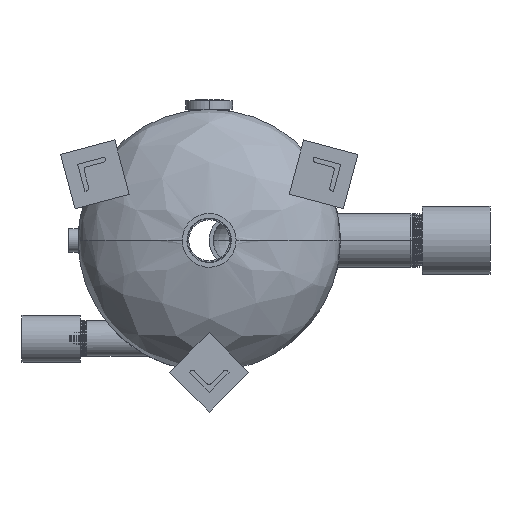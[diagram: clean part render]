
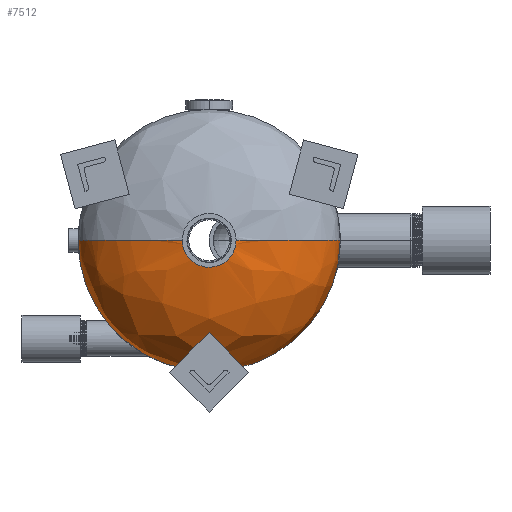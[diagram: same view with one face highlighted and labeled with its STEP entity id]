
A CAD part, front view. The second image highlights one B-rep face of the part: STEP entity #7512.
In plain terms, the highlighted free-form (B-spline) face has degree [3, 3] with [4, 4] control points.
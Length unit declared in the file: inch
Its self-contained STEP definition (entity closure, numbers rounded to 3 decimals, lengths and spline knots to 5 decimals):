
#1 = DIRECTION ( 'NONE',  ( 1., 0., 0. ) ) ;
#443 = CARTESIAN_POINT ( 'NONE',  ( 1.3125, 6.4346, 0. ) ) ;
#447 = CARTESIAN_POINT ( 'NONE',  ( 4.7618, 6.08775, 0. ) ) ;
#458 = DIRECTION ( 'NONE',  ( 1., 0., 0. ) ) ;
#477 = CARTESIAN_POINT ( 'NONE',  ( -4.7618, 6.08775, 0. ) ) ;
#1105 = CARTESIAN_POINT ( 'NONE',  ( -7., 2.8125, 0. ) ) ;
#1150 = ORIENTED_EDGE ( 'NONE', *, *, #15488, .F. ) ;
#1204 = EDGE_CURVE ( 'NONE', #7373, #8463, #16583, .T. ) ;
#1591 = EDGE_CURVE ( 'NONE', #16039, #16353, #13152, .T. ) ;
#1879 = FACE_OUTER_BOUND ( 'NONE', #8913, .T. ) ;
#1978 = CARTESIAN_POINT ( 'NONE',  ( -7., 4.66235, 0. ) ) ;
#2088 = CARTESIAN_POINT ( 'NONE',  ( -7., 2.8125, 14. ) ) ;
#2160 = CARTESIAN_POINT ( 'NONE',  ( 1.3125, 6.4346, 0. ) ) ;
#2189 = CARTESIAN_POINT ( 'NONE',  ( 4.7618, 6.08775, 9.5236 ) ) ;
#2325 = AXIS2_PLACEMENT_3D ( 'NONE', #17920, #19726, #1 ) ;
#2756 = AXIS2_PLACEMENT_3D ( 'NONE', #15663, #18968, #458 ) ;
#3455 = CARTESIAN_POINT ( 'NONE',  ( 7., 4.66235, 0. ) ) ;
#3481 = CARTESIAN_POINT ( 'NONE',  ( -4.7618, 6.08775, 9.5236 ) ) ;
#3560 = EDGE_CURVE ( 'NONE', #14548, #8463, #19059, .T. ) ;
#3686 = CARTESIAN_POINT ( 'NONE',  ( 7., 4.66235, 14. ) ) ;
#4777 = DIRECTION ( 'NONE',  ( 0., 1., 0. ) ) ;
#6276 = DIRECTION ( 'NONE',  ( 1., 0., 0. ) ) ;
#6293 = CIRCLE ( 'NONE', #8850, 1.3125 ) ;
#6477 = CARTESIAN_POINT ( 'NONE',  ( -7., 4.66235, 0. ) ) ;
#7373 = VERTEX_POINT ( 'NONE', #12205 ) ;
#7512 = ADVANCED_FACE ( 'NONE', ( #1879 ), #15707, .T. ) ;
#7584 = CARTESIAN_POINT ( 'NONE',  ( 0., 6.4346, 0. ) ) ;
#7990 = CARTESIAN_POINT ( 'NONE',  ( 7., 2.8125, 0. ) ) ;
#8279 = CARTESIAN_POINT ( 'NONE',  ( 1.3125, 6.4346, 2.625 ) ) ;
#8463 = VERTEX_POINT ( 'NONE', #443 ) ;
#8850 = AXIS2_PLACEMENT_3D ( 'NONE', #7584, #4777, #6276 ) ;
#8913 = EDGE_LOOP ( 'NONE', ( #14726, #10282, #12672, #18678, #1150 ) ) ;
#9583 = CARTESIAN_POINT ( 'NONE',  ( -1.3125, 6.4346, 2.625 ) ) ;
#9694 = CIRCLE ( 'NONE', #2325, 7. ) ;
#9799 = CARTESIAN_POINT ( 'NONE',  ( 1.3125, 6.4346, 0. ) ) ;
#10282 = ORIENTED_EDGE ( 'NONE', *, *, #11777, .F. ) ;
#10994 = CARTESIAN_POINT ( 'NONE',  ( 7., 4.66235, 0. ) ) ;
#11195 = CARTESIAN_POINT ( 'NONE',  ( -4.7618, 6.08775, 0. ) ) ;
#11579 = CARTESIAN_POINT ( 'NONE',  ( -1.3125, 6.4346, 0. ) ) ;
#11777 = EDGE_CURVE ( 'NONE', #7373, #16039, #9694, .T. ) ;
#12205 = CARTESIAN_POINT ( 'NONE',  ( 7., 2.8125, 0. ) ) ;
#12614 = CARTESIAN_POINT ( 'NONE',  ( -7., 2.8125, 0. ) ) ;
#12672 = ORIENTED_EDGE ( 'NONE', *, *, #1204, .T. ) ;
#13152 =( BOUNDED_CURVE ( )  B_SPLINE_CURVE ( 3, ( #15789, #6477, #477, #15977 ),
 .UNSPECIFIED., .F., .F. ) 
 B_SPLINE_CURVE_WITH_KNOTS ( ( 4, 4 ),
 ( 0., 1.38218 ),
 .UNSPECIFIED. ) 
 CURVE ( )  GEOMETRIC_REPRESENTATION_ITEM ( )  RATIONAL_B_SPLINE_CURVE ( ( 1., 0.847, 0.847, 1. ) ) 
 REPRESENTATION_ITEM ( '' )  );
#13981 = CARTESIAN_POINT ( 'NONE',  ( 7., 2.8125, 0. ) ) ;
#14197 = CARTESIAN_POINT ( 'NONE',  ( -7., 4.66235, 14. ) ) ;
#14548 = VERTEX_POINT ( 'NONE', #15426 ) ;
#14726 = ORIENTED_EDGE ( 'NONE', *, *, #1591, .F. ) ;
#15426 = CARTESIAN_POINT ( 'NONE',  ( 0., 6.4346, 1.3125 ) ) ;
#15488 = EDGE_CURVE ( 'NONE', #16353, #14548, #6293, .T. ) ;
#15663 = CARTESIAN_POINT ( 'NONE',  ( 0., 6.4346, 0. ) ) ;
#15707 =( BOUNDED_SURFACE ( )  B_SPLINE_SURFACE ( 3, 3, ( 
 ( #7990, #17383, #2088, #12614 ),
 ( #10994, #3686, #14197, #1978 ),
 ( #18883, #2189, #3481, #11195 ),
 ( #9799, #8279, #9583, #18695 ) ),
 .UNSPECIFIED., .F., .F., .F. ) 
 B_SPLINE_SURFACE_WITH_KNOTS ( ( 4, 4 ),
 ( 4, 4 ),
 ( 0., 1. ),
 ( 0., 1. ),
 .UNSPECIFIED. ) 
 GEOMETRIC_REPRESENTATION_ITEM ( )  RATIONAL_B_SPLINE_SURFACE ( (
 ( 1., 0.333, 0.333, 1.),
 ( 0.847, 0.282, 0.282, 0.847),
 ( 0.847, 0.282, 0.282, 0.847),
 ( 1., 0.333, 0.333, 1.) ) ) 
 REPRESENTATION_ITEM ( '' )  SURFACE ( )  );
#15789 = CARTESIAN_POINT ( 'NONE',  ( -7., 2.8125, 0. ) ) ;
#15977 = CARTESIAN_POINT ( 'NONE',  ( -1.3125, 6.4346, 0. ) ) ;
#16039 = VERTEX_POINT ( 'NONE', #1105 ) ;
#16353 = VERTEX_POINT ( 'NONE', #11579 ) ;
#16583 =( BOUNDED_CURVE ( )  B_SPLINE_CURVE ( 3, ( #13981, #3455, #447, #2160 ),
 .UNSPECIFIED., .F., .F. ) 
 B_SPLINE_CURVE_WITH_KNOTS ( ( 4, 4 ),
 ( 0., 1.38218 ),
 .UNSPECIFIED. ) 
 CURVE ( )  GEOMETRIC_REPRESENTATION_ITEM ( )  RATIONAL_B_SPLINE_CURVE ( ( 1., 0.847, 0.847, 1. ) ) 
 REPRESENTATION_ITEM ( '' )  );
#17383 = CARTESIAN_POINT ( 'NONE',  ( 7., 2.8125, 14. ) ) ;
#17920 = CARTESIAN_POINT ( 'NONE',  ( 0., 2.8125, 0. ) ) ;
#18678 = ORIENTED_EDGE ( 'NONE', *, *, #3560, .F. ) ;
#18695 = CARTESIAN_POINT ( 'NONE',  ( -1.3125, 6.4346, 0. ) ) ;
#18883 = CARTESIAN_POINT ( 'NONE',  ( 4.7618, 6.08775, 0. ) ) ;
#18968 = DIRECTION ( 'NONE',  ( 0., 1., 0. ) ) ;
#19059 = CIRCLE ( 'NONE', #2756, 1.3125 ) ;
#19726 = DIRECTION ( 'NONE',  ( 0., -1., 0. ) ) ;
